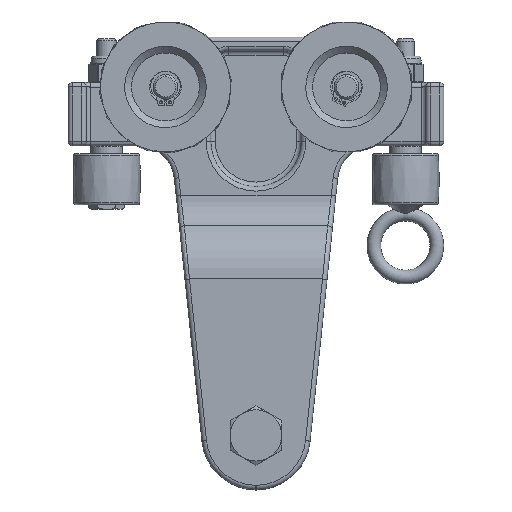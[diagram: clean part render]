
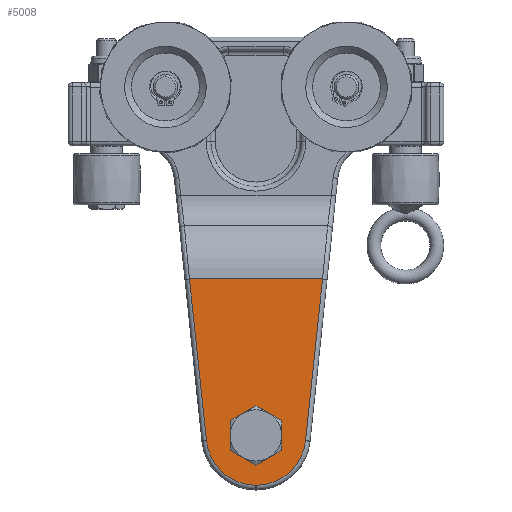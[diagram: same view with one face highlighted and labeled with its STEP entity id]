
A CAD part, top view. The second image highlights one B-rep face of the part: STEP entity #5008.
In plain terms, the highlighted planar face has unit normal (0, 0, 1).
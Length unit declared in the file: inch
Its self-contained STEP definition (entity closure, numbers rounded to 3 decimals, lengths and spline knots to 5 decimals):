
#180=CARTESIAN_POINT('',(2.85913,-4.0,0.875));
#181=VERTEX_POINT('',#180);
#182=CARTESIAN_POINT('',(2.5935,-4.,0.875));
#183=DIRECTION('',(0.0,0.0,-1.0));
#184=DIRECTION('',(1.0,0.0,0.0));
#185=AXIS2_PLACEMENT_3D('',#182,#183,#184);
#186=CIRCLE('',#185,0.26563);
#187=EDGE_CURVE('',#181,#181,#186,.T.);
#4090=CARTESIAN_POINT('',(1.67503,-1.83853,0.875));
#4091=VERTEX_POINT('',#4090);
#4158=CARTESIAN_POINT('',(1.90977,-4.07186,0.875));
#4159=VERTEX_POINT('',#4158);
#4167=CARTESIAN_POINT('',(1.90977,-4.07186,0.875));
#4168=DIRECTION('',(-0.105,0.995,0.));
#4169=VECTOR('',#4168,2.24564);
#4170=LINE('',#4167,#4169);
#4171=EDGE_CURVE('',#4159,#4091,#4170,.T.);
#4220=CARTESIAN_POINT('',(2.5935,-4.6875,0.875));
#4221=VERTEX_POINT('',#4220);
#4229=CARTESIAN_POINT('',(2.5935,-4.0,0.875));
#4230=DIRECTION('',(0.,0.,-1.0));
#4231=DIRECTION('',(-0.669,-0.743,0.));
#4232=AXIS2_PLACEMENT_3D('',#4229,#4230,#4231);
#4233=CIRCLE('',#4232,0.6875);
#4234=EDGE_CURVE('',#4221,#4159,#4233,.T.);
#4254=CARTESIAN_POINT('',(2.594,-4.6875,0.875));
#4255=VERTEX_POINT('',#4254);
#4263=CARTESIAN_POINT('',(2.594,-4.6875,0.875));
#4264=DIRECTION('',(-1.0,0.0,0.0));
#4265=VECTOR('',#4264,0.0005);
#4266=LINE('',#4263,#4265);
#4267=EDGE_CURVE('',#4255,#4221,#4266,.T.);
#4286=CARTESIAN_POINT('',(3.27773,-4.07186,0.875));
#4287=VERTEX_POINT('',#4286);
#4295=CARTESIAN_POINT('',(2.594,-4.,0.875));
#4296=DIRECTION('',(0.,0.,-1.0));
#4297=DIRECTION('',(0.669,-0.743,0.));
#4298=AXIS2_PLACEMENT_3D('',#4295,#4296,#4297);
#4299=CIRCLE('',#4298,0.6875);
#4300=EDGE_CURVE('',#4287,#4255,#4299,.T.);
#4320=CARTESIAN_POINT('',(3.51247,-1.83853,0.875));
#4321=VERTEX_POINT('',#4320);
#4329=CARTESIAN_POINT('',(3.51247,-1.83853,0.875));
#4330=DIRECTION('',(-0.105,-0.995,0.));
#4331=VECTOR('',#4330,2.24564);
#4332=LINE('',#4329,#4331);
#4333=EDGE_CURVE('',#4321,#4287,#4332,.T.);
#4987=CARTESIAN_POINT('',(3.71875,-1.,0.875));
#4988=DIRECTION('',(0.0,0.0,1.0));
#4989=DIRECTION('',(1.0,0.0,0.0));
#4990=AXIS2_PLACEMENT_3D('',#4987,#4988,#4989);
#4991=PLANE('',#4990);
#4992=ORIENTED_EDGE('',*,*,#4171,.F.);
#4993=ORIENTED_EDGE('',*,*,#4234,.F.);
#4994=ORIENTED_EDGE('',*,*,#4267,.F.);
#4995=ORIENTED_EDGE('',*,*,#4300,.F.);
#4996=ORIENTED_EDGE('',*,*,#4333,.F.);
#4997=CARTESIAN_POINT('',(1.67503,-1.83853,0.875));
#4998=DIRECTION('',(1.0,0.0,0.0));
#4999=VECTOR('',#4998,1.83743);
#5000=LINE('',#4997,#4999);
#5001=EDGE_CURVE('',#4091,#4321,#5000,.T.);
#5002=ORIENTED_EDGE('',*,*,#5001,.F.);
#5003=EDGE_LOOP('',(#4992,#4993,#4994,#4995,#4996,#5002));
#5004=FACE_OUTER_BOUND('',#5003,.T.);
#5005=ORIENTED_EDGE('',*,*,#187,.T.);
#5006=EDGE_LOOP('',(#5005));
#5007=FACE_BOUND('',#5006,.T.);
#5008=ADVANCED_FACE('',(#5004,#5007),#4991,.T.);
